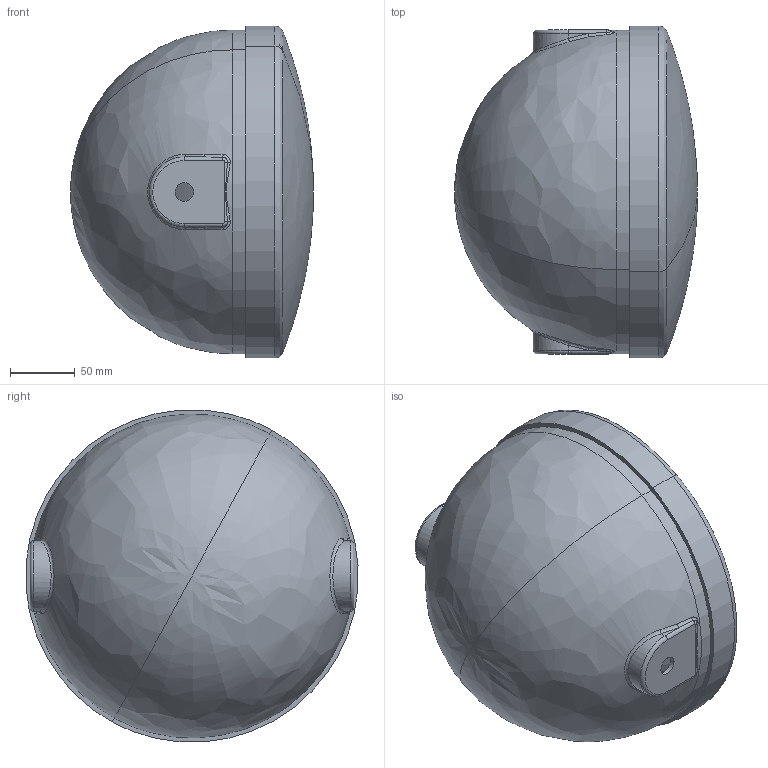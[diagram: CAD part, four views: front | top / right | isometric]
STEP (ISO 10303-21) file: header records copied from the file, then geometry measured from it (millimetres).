
FILE_DESCRIPTION(('FreeCAD Model'),'2;1');
FILE_NAME('Open CASCADE Shape Model','2025-05-04T14:33:33',('FreeCAD'),( 'FreeCAD'),'Open CASCADE STEP processor 7.6','FreeCAD','Unknown');
FILE_SCHEMA(('AUTOMOTIVE_DESIGN { 1 0 10303 214 1 1 1 1 }'));
Length unit declared in the file: millimetre
Products named in the file (1): Open CASCADE STEP translator 7.6 1
Bounding box: 187.05 x 255.62 x 255.54 mm (x, y, z)
Volume: 781743.2 mm3; surface area: 584263.3 mm2
Topology: 3 solids, 3 shells, 116 faces, 268 edges, 152 vertices
Faces by surface type: bspline 116
Entity records: 5964 total; most frequent: CARTESIAN_POINT 4461, ORIENTED_EDGE 520, EDGE_CURVE 260, VERTEX_POINT 152, B_SPLINE_CURVE_WITH_KNOTS 142, FACE_BOUND 124, EDGE_LOOP 124, ADVANCED_FACE 116
